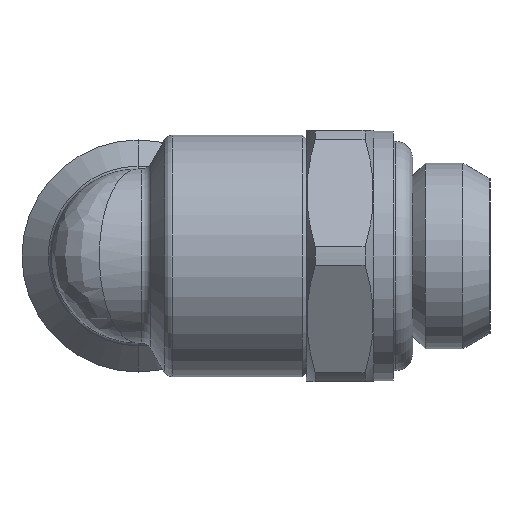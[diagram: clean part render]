
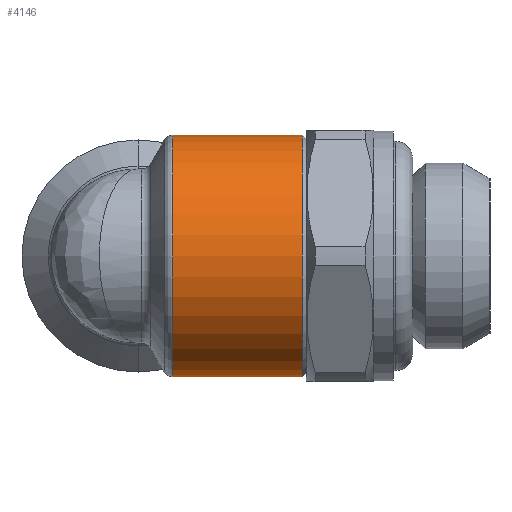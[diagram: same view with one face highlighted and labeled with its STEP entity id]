
A CAD part, left-side view. The second image highlights one B-rep face of the part: STEP entity #4146.
In plain terms, the highlighted cylindrical face has radius 6.25 mm (diameter 12.5 mm), a partial arc.
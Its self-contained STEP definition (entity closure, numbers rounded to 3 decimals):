
#88 = VERTEX_POINT ( 'NONE', #4286 ) ;
#105 = EDGE_CURVE ( 'NONE', #200, #171, #4311, .T. ) ;
#154 = EDGE_CURVE ( 'NONE', #88, #191, #696, .T. ) ;
#171 = VERTEX_POINT ( 'NONE', #708 ) ;
#183 = EDGE_CURVE ( 'NONE', #171, #191, #608, .T. ) ;
#191 = VERTEX_POINT ( 'NONE', #686 ) ;
#200 = VERTEX_POINT ( 'NONE', #754 ) ;
#604 = DIRECTION ( 'NONE',  ( 0., 0., -1. ) ) ;
#605 = DIRECTION ( 'NONE',  ( 0., -1., 0. ) ) ;
#606 = CARTESIAN_POINT ( 'NONE',  ( 0., -1.789, 0. ) ) ;
#607 = AXIS2_PLACEMENT_3D ( 'NONE', #606, #605, #604 ) ;
#608 = CIRCLE ( 'NONE', #607, 6.25 ) ;
#614 = DIRECTION ( 'NONE',  ( 0., 1., 0. ) ) ;
#615 = VECTOR ( 'NONE', #614, 1000. ) ;
#616 = CARTESIAN_POINT ( 'NONE',  ( 0., 5.805, -6.25 ) ) ;
#686 = CARTESIAN_POINT ( 'NONE',  ( 0., -1.789, -6.25 ) ) ;
#696 = LINE ( 'NONE', #616, #615 ) ;
#708 = CARTESIAN_POINT ( 'NONE',  ( 0., -1.789, 6.25 ) ) ;
#754 = CARTESIAN_POINT ( 'NONE',  ( 0., -8.5, 6.25 ) ) ;
#3113 = DIRECTION ( 'NONE',  ( 0., 0., 1. ) ) ;
#3114 = DIRECTION ( 'NONE',  ( 0., 1., 0. ) ) ;
#3115 = CARTESIAN_POINT ( 'NONE',  ( 0., -8.5, 0. ) ) ;
#3116 = AXIS2_PLACEMENT_3D ( 'NONE', #3115, #3114, #3113 ) ;
#3130 = CIRCLE ( 'NONE', #3116, 6.25 ) ;
#3483 = CYLINDRICAL_SURFACE ( 'NONE', #3485, 6.25 ) ;
#3484 = CARTESIAN_POINT ( 'NONE',  ( 0., 5.805, 0. ) ) ;
#3485 = AXIS2_PLACEMENT_3D ( 'NONE', #3484, #3501, #3500 ) ;
#3500 = DIRECTION ( 'NONE',  ( 0., 0., 1. ) ) ;
#3501 = DIRECTION ( 'NONE',  ( 0., 1., 0. ) ) ;
#3527 = FACE_OUTER_BOUND ( 'NONE', #4170, .T. ) ;
#4107 = EDGE_CURVE ( 'NONE', #88, #200, #3130, .T. ) ;
#4124 = ORIENTED_EDGE ( 'NONE', *, *, #4107, .T. ) ;
#4146 = ADVANCED_FACE ( 'NONE', ( #3527 ), #3483, .T. ) ;
#4149 = ORIENTED_EDGE ( 'NONE', *, *, #183, .T. ) ;
#4152 = ORIENTED_EDGE ( 'NONE', *, *, #154, .F. ) ;
#4170 = EDGE_LOOP ( 'NONE', ( #4152, #4124, #4176, #4149 ) ) ;
#4176 = ORIENTED_EDGE ( 'NONE', *, *, #105, .T. ) ;
#4286 = CARTESIAN_POINT ( 'NONE',  ( 0., -8.5, -6.25 ) ) ;
#4311 = LINE ( 'NONE', #4326, #4325 ) ;
#4325 = VECTOR ( 'NONE', #4349, 1000. ) ;
#4326 = CARTESIAN_POINT ( 'NONE',  ( 0., 5.805, 6.25 ) ) ;
#4349 = DIRECTION ( 'NONE',  ( 0., 1., 0. ) ) ;
